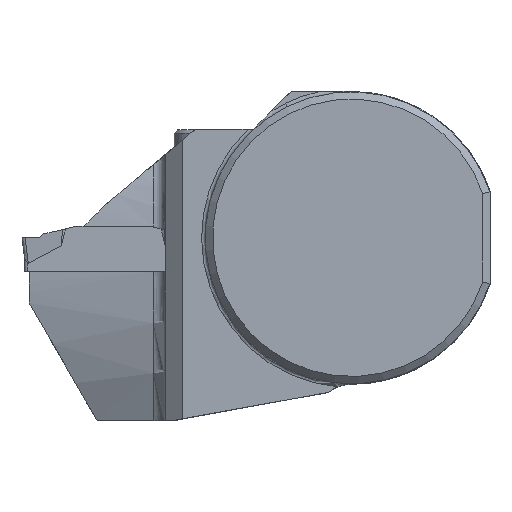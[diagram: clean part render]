
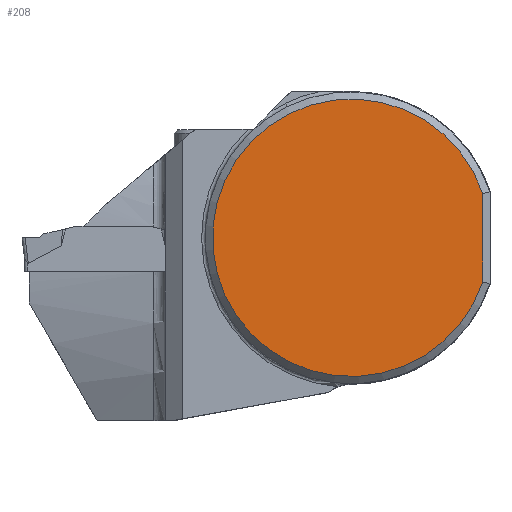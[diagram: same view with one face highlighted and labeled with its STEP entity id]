
A CAD part, top view. The second image highlights one B-rep face of the part: STEP entity #208.
In plain terms, the highlighted planar face has unit normal (0, 0, 1).
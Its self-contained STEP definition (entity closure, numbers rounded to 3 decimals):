
#152=PLANE('',#1678);
#208=ADVANCED_FACE('',(#305),#152,.F.);
#305=FACE_OUTER_BOUND('',#384,.T.);
#384=EDGE_LOOP('',(#819,#820));
#484=LINE('',#2355,#615);
#615=VECTOR('',#1887,1.);
#732=CIRCLE('',#1677,19.);
#819=ORIENTED_EDGE('',*,*,#1398,.F.);
#820=ORIENTED_EDGE('',*,*,#1399,.T.);
#1243=VERTEX_POINT('',#2356);
#1244=VERTEX_POINT('',#2357);
#1398=EDGE_CURVE('',#1243,#1244,#484,.T.);
#1399=EDGE_CURVE('',#1243,#1244,#732,.T.);
#1677=AXIS2_PLACEMENT_3D('',#2358,#1888,#1889);
#1678=AXIS2_PLACEMENT_3D('',#2359,#1890,#1891);
#1887=DIRECTION('',(0.,-1.,0.));
#1888=DIRECTION('',(0.,0.,1.));
#1889=DIRECTION('',(-1.,0.,0.));
#1890=DIRECTION('',(0.,0.,-1.));
#1891=DIRECTION('',(-1.,0.,0.));
#2355=CARTESIAN_POINT('',(18.,0.,0.325));
#2356=CARTESIAN_POINT('',(18.,6.083,0.325));
#2357=CARTESIAN_POINT('',(18.,-6.083,0.325));
#2358=CARTESIAN_POINT('',(0.,0.,0.325));
#2359=CARTESIAN_POINT('',(0.,0.,0.325));
